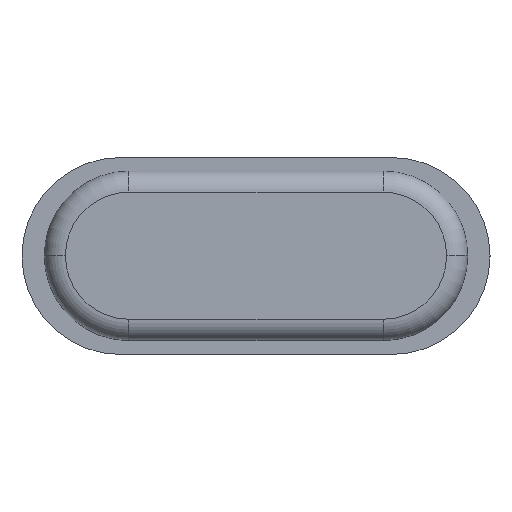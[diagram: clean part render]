
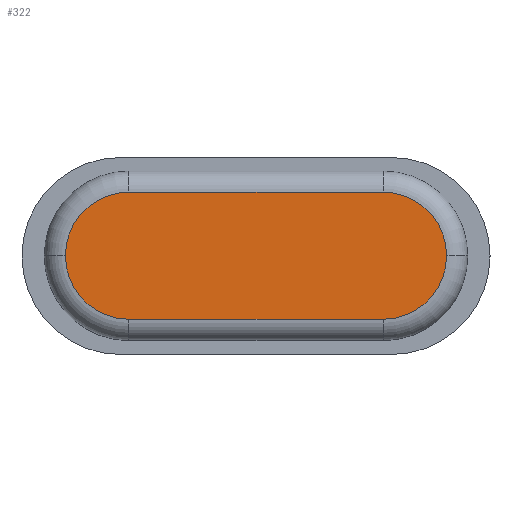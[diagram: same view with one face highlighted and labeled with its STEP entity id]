
A CAD part, top view. The second image highlights one B-rep face of the part: STEP entity #322.
In plain terms, the highlighted planar face has unit normal (0, 0, 1).
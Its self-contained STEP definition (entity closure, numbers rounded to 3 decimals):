
#95 = VERTEX_POINT('',#96);
#96 = CARTESIAN_POINT('',(-3.,1.5,4.));
#103 = EDGE_CURVE('',#95,#104,#106,.T.);
#104 = VERTEX_POINT('',#105);
#105 = CARTESIAN_POINT('',(3.,1.5,4.));
#106 = LINE('',#107,#108);
#107 = CARTESIAN_POINT('',(-3.,1.5,4.));
#108 = VECTOR('',#109,1.);
#109 = DIRECTION('',(1.,0.,0.));
#252 = VERTEX_POINT('',#253);
#253 = CARTESIAN_POINT('',(4.5,0.,4.));
#260 = EDGE_CURVE('',#104,#252,#261,.T.);
#261 = CIRCLE('',#262,1.5);
#262 = AXIS2_PLACEMENT_3D('',#263,#264,#265);
#263 = CARTESIAN_POINT('',(3.,0.,4.));
#264 = DIRECTION('',(0.,0.,-1.));
#265 = DIRECTION('',(0.,1.,0.));
#301 = VERTEX_POINT('',#302);
#302 = CARTESIAN_POINT('',(-4.5,0.,4.));
#311 = EDGE_CURVE('',#301,#95,#312,.T.);
#312 = CIRCLE('',#313,1.5);
#313 = AXIS2_PLACEMENT_3D('',#314,#315,#316);
#314 = CARTESIAN_POINT('',(-3.,0.,4.));
#315 = DIRECTION('',(0.,0.,-1.));
#316 = DIRECTION('',(-1.,0.,0.));
#322 = ADVANCED_FACE('',(#323),#352,.F.);
#323 = FACE_BOUND('',#324,.F.);
#324 = EDGE_LOOP('',(#325,#335,#342,#343,#344,#345));
#325 = ORIENTED_EDGE('',*,*,#326,.T.);
#326 = EDGE_CURVE('',#327,#329,#331,.T.);
#327 = VERTEX_POINT('',#328);
#328 = CARTESIAN_POINT('',(3.,-1.5,4.));
#329 = VERTEX_POINT('',#330);
#330 = CARTESIAN_POINT('',(-3.,-1.5,4.));
#331 = LINE('',#332,#333);
#332 = CARTESIAN_POINT('',(3.,-1.5,4.));
#333 = VECTOR('',#334,1.);
#334 = DIRECTION('',(-1.,0.,0.));
#335 = ORIENTED_EDGE('',*,*,#336,.T.);
#336 = EDGE_CURVE('',#329,#301,#337,.T.);
#337 = CIRCLE('',#338,1.5);
#338 = AXIS2_PLACEMENT_3D('',#339,#340,#341);
#339 = CARTESIAN_POINT('',(-3.,0.,4.));
#340 = DIRECTION('',(0.,0.,-1.));
#341 = DIRECTION('',(0.,-1.,0.));
#342 = ORIENTED_EDGE('',*,*,#311,.T.);
#343 = ORIENTED_EDGE('',*,*,#103,.T.);
#344 = ORIENTED_EDGE('',*,*,#260,.T.);
#345 = ORIENTED_EDGE('',*,*,#346,.T.);
#346 = EDGE_CURVE('',#252,#327,#347,.T.);
#347 = CIRCLE('',#348,1.5);
#348 = AXIS2_PLACEMENT_3D('',#349,#350,#351);
#349 = CARTESIAN_POINT('',(3.,0.,4.));
#350 = DIRECTION('',(0.,0.,-1.));
#351 = DIRECTION('',(1.,0.,0.));
#352 = PLANE('',#353);
#353 = AXIS2_PLACEMENT_3D('',#354,#355,#356);
#354 = CARTESIAN_POINT('',(0.,0.,4.));
#355 = DIRECTION('',(0.,0.,-1.));
#356 = DIRECTION('',(0.,-1.,0.));
